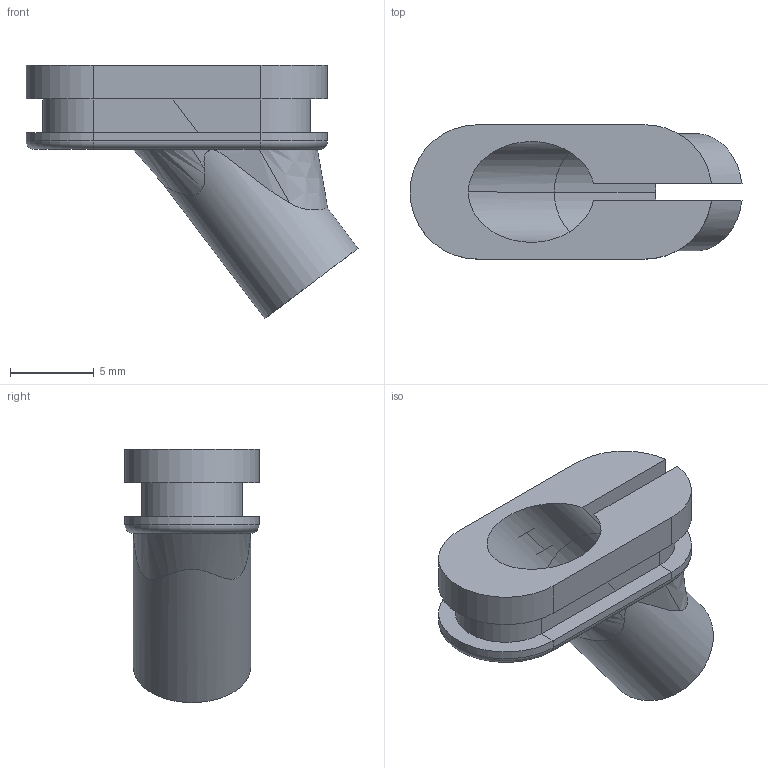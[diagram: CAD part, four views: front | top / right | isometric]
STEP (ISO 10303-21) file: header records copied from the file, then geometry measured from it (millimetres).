
FILE_DESCRIPTION(('FreeCAD Model'),'2;1');
FILE_NAME('Open CASCADE Shape Model','2023-04-11T09:08:15',('Author'),( ''),'Open CASCADE STEP processor 7.5','FreeCAD','Unknown');
FILE_SCHEMA(('AUTOMOTIVE_DESIGN { 1 0 10303 214 1 1 1 1 }'));
Length unit declared in the file: millimetre
Products named in the file (1): Body
Bounding box: 19.78 x 8 x 15.09 mm (x, y, z)
Volume: 487.9 mm3; surface area: 1014.4 mm2
Topology: 1 solids, 1 shells, 53 faces, 124 edges, 73 vertices
Faces by surface type: plane 27, cylinder 16, bspline 7, torus 3
Entity records: 4521 total; most frequent: CARTESIAN_POINT 2047, DIRECTION 447, LINE 262, VECTOR 262, ORIENTED_EDGE 248, PCURVE 248, DEFINITIONAL_REPRESENTATION 248, EDGE_CURVE 124
